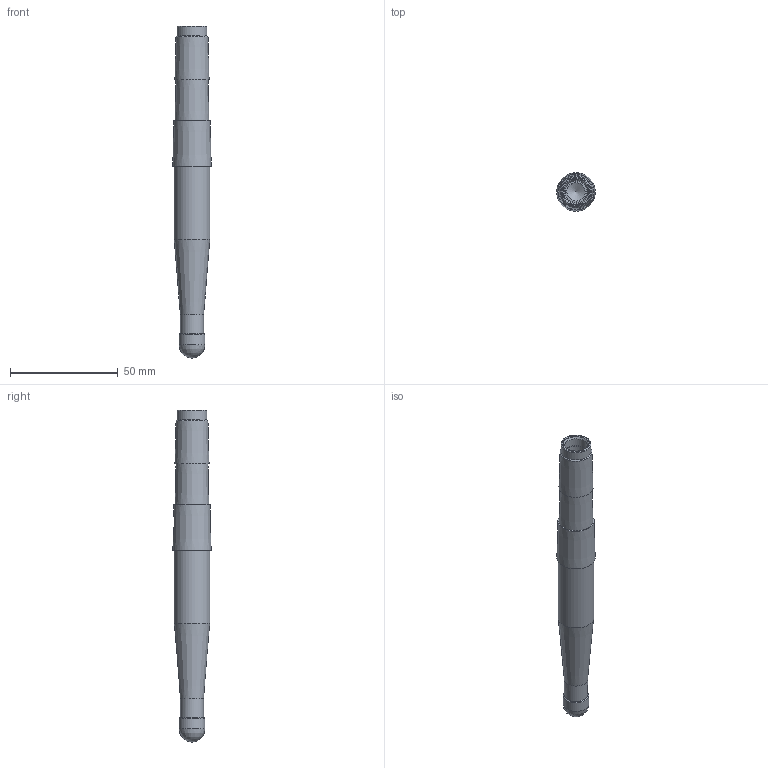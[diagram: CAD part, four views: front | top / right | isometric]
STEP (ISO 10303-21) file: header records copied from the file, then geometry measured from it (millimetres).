
FILE_DESCRIPTION(/* description */ (''),/* implementation_level */ '2;1');
FILE_NAME(/* name */ '12L2R090E02-SZP12_115009078ndi000_00-SIM.stp',/* time_stamp */ '2020-01-17T09:46:36+01:00',/* author */ (''),/* organization */ (''),/* preprocessor_version */ 'ST-DEVELOPER v16.7',/* originating_system */ 'SIEMENS PLM Software NX 12.0',/* authorisation */ '');
FILE_SCHEMA (('AUTOMOTIVE_DESIGN { 1 0 10303 214 3 1 1 1 }'));
Length unit declared in the file: millimetre
Products named in the file (1): hm1503A0F3648l7p
Bounding box: 17.83 x 17.83 x 154 mm (x, y, z)
Volume: 25015.9 mm3; surface area: 9167.8 mm2
Topology: 2 solids, 2 shells, 36 faces, 78 edges, 49 vertices
Faces by surface type: cone 12, revolution 7, plane 7, cylinder 6, sphere 3, torus 1
Full cylindrical faces by diameter (mm): 8.5 x1, 10 x1, 10.5 x1, 10.8 x1, 13.9 x1, 16.5 x1
Entity records: 786 total; most frequent: DIRECTION 144, CARTESIAN_POINT 121, FACE_BOUND 70, EDGE_LOOP 70, ORIENTED_EDGE 70, AXIS2_PLACEMENT_3D 66, ADVANCED_FACE 36, VERTEX_POINT 36
